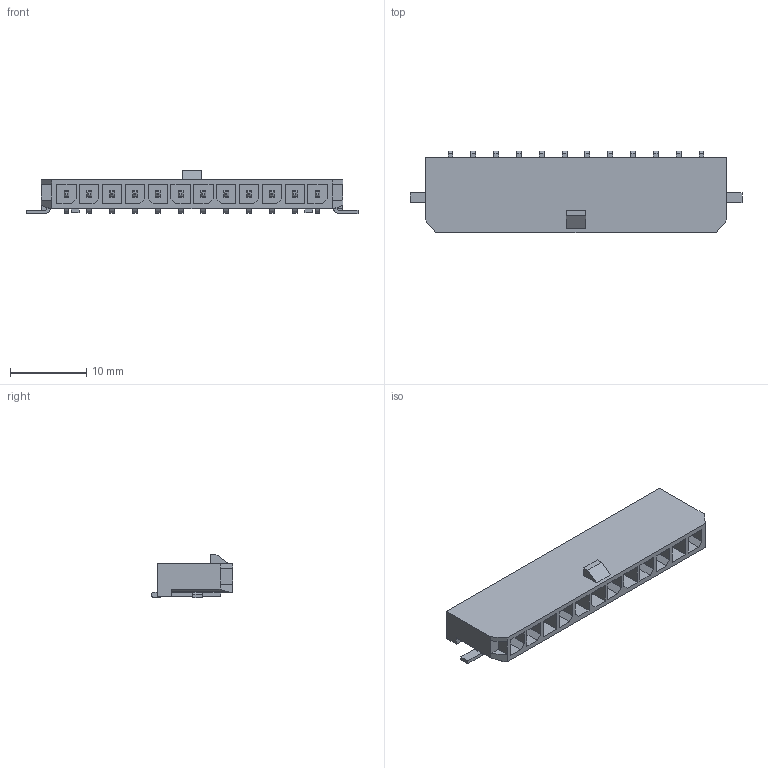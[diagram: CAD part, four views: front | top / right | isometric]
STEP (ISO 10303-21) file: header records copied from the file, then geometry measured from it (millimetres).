
FILE_DESCRIPTION(/* description */ (''),/* implementation_level */ '2;1');
FILE_NAME(/* name */ '436501213wbm000_01_214.stp',/* time_stamp */ '2022-06-14T11:02:18+06:00',/* author */ (''),/* organization */ (''),/* preprocessor_version */ 'ST-DEVELOPER v16.7',/* originating_system */ 'SIEMENS PLM Software NX 1919',/* authorisation */ '');
FILE_SCHEMA (('AUTOMOTIVE_DESIGN { 1 0 10303 214 3 1 1 1 }'));
Length unit declared in the file: millimetre
Products named in the file (1): 436501213wbm000_01
Bounding box: 43.65 x 10.7 x 5.67 mm (x, y, z)
Volume: 1044 mm3; surface area: 2146.9 mm2
Topology: 1 solids, 1 shells, 347 faces, 898 edges, 580 vertices
Faces by surface type: plane 293, cylinder 54
Entity records: 10416 total; most frequent: CARTESIAN_POINT 1826, ORIENTED_EDGE 1796, DIRECTION 1702, EDGE_CURVE 898, LINE 790, VECTOR 790, VERTEX_POINT 580, AXIS2_PLACEMENT_3D 456
